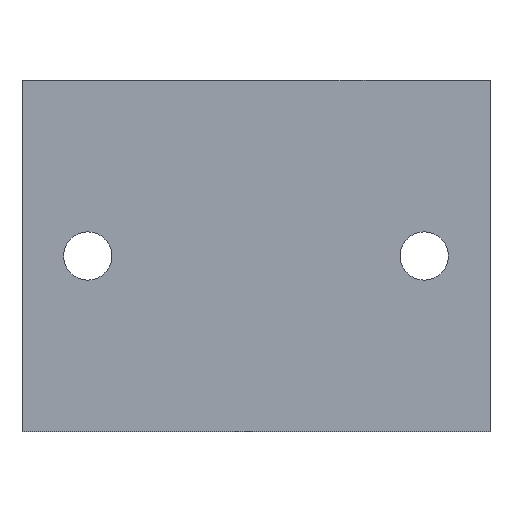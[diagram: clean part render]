
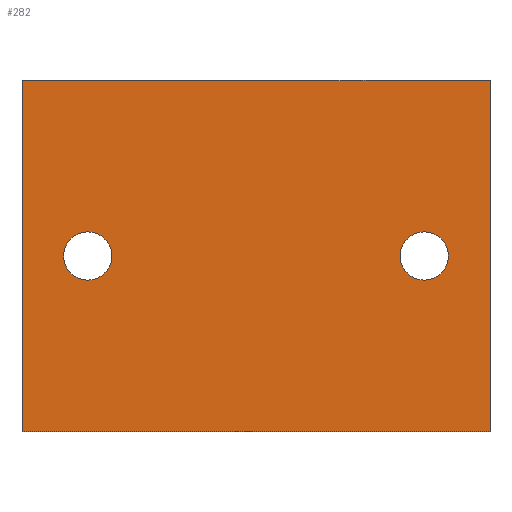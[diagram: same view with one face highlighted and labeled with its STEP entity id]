
A CAD part, front view. The second image highlights one B-rep face of the part: STEP entity #282.
In plain terms, the highlighted planar face has unit normal (0, -1, 0).
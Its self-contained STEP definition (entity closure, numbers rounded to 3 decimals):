
#9 = DIRECTION ( 'NONE',  ( 0., -1., 0. ) ) ;
#15 = FACE_BOUND ( 'NONE', #444, .T. ) ;
#35 = ORIENTED_EDGE ( 'NONE', *, *, #368, .F. ) ;
#38 = DIRECTION ( 'NONE',  ( 0., 1., 0. ) ) ;
#41 = DIRECTION ( 'NONE',  ( 0., 0., 1. ) ) ;
#43 = VERTEX_POINT ( 'NONE', #394 ) ;
#53 = DIRECTION ( 'NONE',  ( 0., 0., -1. ) ) ;
#65 = CARTESIAN_POINT ( 'NONE',  ( -16., -13.5, 12. ) ) ;
#68 = EDGE_CURVE ( 'NONE', #391, #43, #512, .T. ) ;
#70 = CARTESIAN_POINT ( 'NONE',  ( 11.5, -13.5, -1.65 ) ) ;
#75 = CARTESIAN_POINT ( 'NONE',  ( -16., -13.5, -12. ) ) ;
#96 = CARTESIAN_POINT ( 'NONE',  ( -11.5, -13.5, -1.65 ) ) ;
#111 = CARTESIAN_POINT ( 'NONE',  ( -16., -13.5, 12. ) ) ;
#116 = VECTOR ( 'NONE', #143, 1000. ) ;
#125 = VECTOR ( 'NONE', #407, 1000. ) ;
#135 = CARTESIAN_POINT ( 'NONE',  ( -16., -13.5, 12. ) ) ;
#142 = AXIS2_PLACEMENT_3D ( 'NONE', #500, #38, #41 ) ;
#143 = DIRECTION ( 'NONE',  ( 0., 0., -1. ) ) ;
#146 = LINE ( 'NONE', #580, #510 ) ;
#150 = EDGE_CURVE ( 'NONE', #391, #353, #470, .T. ) ;
#189 = DIRECTION ( 'NONE',  ( 0., 0., -1. ) ) ;
#190 = VERTEX_POINT ( 'NONE', #70 ) ;
#197 = EDGE_CURVE ( 'NONE', #43, #529, #376, .T. ) ;
#209 = DIRECTION ( 'NONE',  ( 1., 0., 0. ) ) ;
#232 = FACE_BOUND ( 'NONE', #267, .T. ) ;
#236 = DIRECTION ( 'NONE',  ( 0., -1., 0. ) ) ;
#237 = CARTESIAN_POINT ( 'NONE',  ( -11.5, -13.5, 0. ) ) ;
#252 = EDGE_CURVE ( 'NONE', #353, #529, #146, .T. ) ;
#267 = EDGE_LOOP ( 'NONE', ( #35 ) ) ;
#272 = CIRCLE ( 'NONE', #340, 1.65 ) ;
#282 = ADVANCED_FACE ( 'NONE', ( #15, #232, #474 ), #416, .F. ) ;
#289 = CARTESIAN_POINT ( 'NONE',  ( 11.5, -13.5, 0. ) ) ;
#337 = CARTESIAN_POINT ( 'NONE',  ( 16., -13.5, 12. ) ) ;
#340 = AXIS2_PLACEMENT_3D ( 'NONE', #237, #9, #189 ) ;
#353 = VERTEX_POINT ( 'NONE', #337 ) ;
#359 = CIRCLE ( 'NONE', #588, 1.65 ) ;
#368 = EDGE_CURVE ( 'NONE', #190, #190, #359, .T. ) ;
#376 = LINE ( 'NONE', #75, #125 ) ;
#386 = EDGE_CURVE ( 'NONE', #404, #404, #272, .T. ) ;
#391 = VERTEX_POINT ( 'NONE', #135 ) ;
#394 = CARTESIAN_POINT ( 'NONE',  ( -16., -13.5, -12. ) ) ;
#404 = VERTEX_POINT ( 'NONE', #96 ) ;
#406 = ORIENTED_EDGE ( 'NONE', *, *, #386, .F. ) ;
#407 = DIRECTION ( 'NONE',  ( 1., 0., 0. ) ) ;
#416 = PLANE ( 'NONE',  #142 ) ;
#442 = EDGE_LOOP ( 'NONE', ( #491, #520, #493, #484 ) ) ;
#444 = EDGE_LOOP ( 'NONE', ( #406 ) ) ;
#470 = LINE ( 'NONE', #111, #476 ) ;
#474 = FACE_OUTER_BOUND ( 'NONE', #442, .T. ) ;
#476 = VECTOR ( 'NONE', #209, 1000. ) ;
#483 = CARTESIAN_POINT ( 'NONE',  ( 16., -13.5, -12. ) ) ;
#484 = ORIENTED_EDGE ( 'NONE', *, *, #68, .T. ) ;
#491 = ORIENTED_EDGE ( 'NONE', *, *, #197, .T. ) ;
#492 = DIRECTION ( 'NONE',  ( 0., 0., -1. ) ) ;
#493 = ORIENTED_EDGE ( 'NONE', *, *, #150, .F. ) ;
#500 = CARTESIAN_POINT ( 'NONE',  ( -16., -13.5, 12. ) ) ;
#510 = VECTOR ( 'NONE', #492, 1000. ) ;
#512 = LINE ( 'NONE', #65, #116 ) ;
#520 = ORIENTED_EDGE ( 'NONE', *, *, #252, .F. ) ;
#529 = VERTEX_POINT ( 'NONE', #483 ) ;
#580 = CARTESIAN_POINT ( 'NONE',  ( 16., -13.5, 12. ) ) ;
#588 = AXIS2_PLACEMENT_3D ( 'NONE', #289, #236, #53 ) ;
